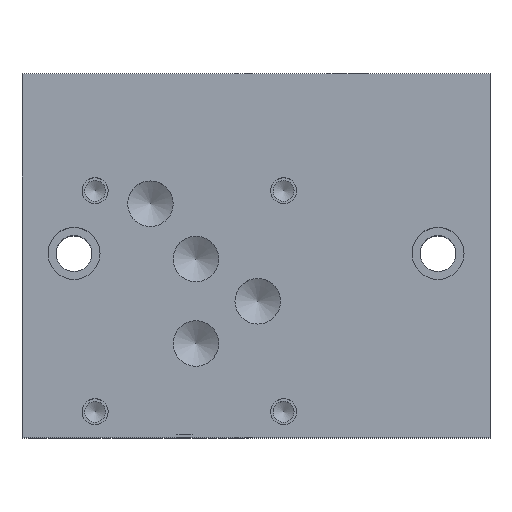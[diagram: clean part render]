
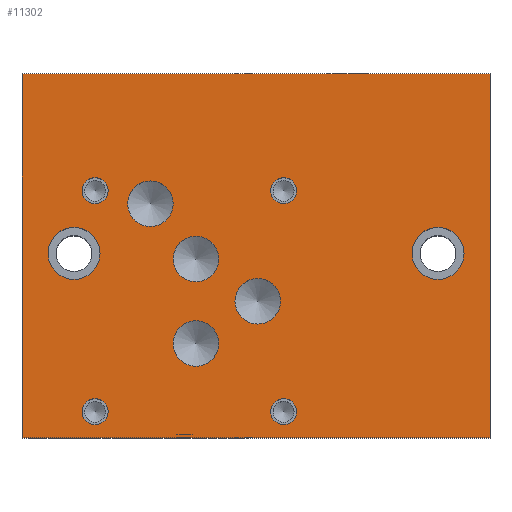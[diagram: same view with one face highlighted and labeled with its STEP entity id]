
A CAD part, top view. The second image highlights one B-rep face of the part: STEP entity #11302.
In plain terms, the highlighted planar face has unit normal (0, 0, 1).
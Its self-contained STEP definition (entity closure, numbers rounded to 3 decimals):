
#327=CIRCLE('',#11921,6.35);
#328=CIRCLE('',#11922,6.35);
#333=CIRCLE('',#11930,6.35);
#334=CIRCLE('',#11931,6.35);
#338=CIRCLE('',#11938,5.563);
#339=CIRCLE('',#11939,5.563);
#342=CIRCLE('',#11944,5.563);
#343=CIRCLE('',#11945,5.563);
#346=CIRCLE('',#11950,5.563);
#347=CIRCLE('',#11951,5.563);
#350=CIRCLE('',#11956,5.563);
#351=CIRCLE('',#11957,5.563);
#357=CIRCLE('',#11966,3.175);
#358=CIRCLE('',#11967,3.175);
#364=CIRCLE('',#11977,3.175);
#365=CIRCLE('',#11978,3.175);
#371=CIRCLE('',#11988,3.175);
#372=CIRCLE('',#11989,3.175);
#378=CIRCLE('',#11999,3.175);
#379=CIRCLE('',#12000,3.175);
#462=FACE_BOUND('',#2150,.T.);
#463=FACE_BOUND('',#2151,.T.);
#464=FACE_BOUND('',#2152,.T.);
#465=FACE_BOUND('',#2153,.T.);
#466=FACE_BOUND('',#2154,.T.);
#467=FACE_BOUND('',#2155,.T.);
#468=FACE_BOUND('',#2156,.T.);
#469=FACE_BOUND('',#2157,.T.);
#470=FACE_BOUND('',#2158,.T.);
#471=FACE_BOUND('',#2159,.T.);
#1488=FACE_OUTER_BOUND('',#2149,.T.);
#2149=EDGE_LOOP('',(#9948,#9949,#9950,#9951));
#2150=EDGE_LOOP('',(#9952,#9953));
#2151=EDGE_LOOP('',(#9954,#9955));
#2152=EDGE_LOOP('',(#9956,#9957));
#2153=EDGE_LOOP('',(#9958,#9959));
#2154=EDGE_LOOP('',(#9960,#9961));
#2155=EDGE_LOOP('',(#9962,#9963));
#2156=EDGE_LOOP('',(#9964,#9965));
#2157=EDGE_LOOP('',(#9966,#9967));
#2158=EDGE_LOOP('',(#9968,#9969));
#2159=EDGE_LOOP('',(#9970,#9971));
#2221=LINE('',#14666,#3239);
#2281=LINE('',#14949,#3299);
#2317=LINE('',#15044,#3335);
#3180=LINE('',#19563,#4198);
#3239=VECTOR('',#12106,10.);
#3299=VECTOR('',#12228,10.);
#3335=VECTOR('',#12314,10.);
#4198=VECTOR('',#14399,10.);
#4249=VERTEX_POINT('',#14663);
#4250=VERTEX_POINT('',#14665);
#4313=VERTEX_POINT('',#14946);
#4314=VERTEX_POINT('',#14948);
#5216=VERTEX_POINT('',#19394);
#5217=VERTEX_POINT('',#19395);
#5222=VERTEX_POINT('',#19411);
#5223=VERTEX_POINT('',#19412);
#5228=VERTEX_POINT('',#19428);
#5229=VERTEX_POINT('',#19429);
#5233=VERTEX_POINT('',#19441);
#5234=VERTEX_POINT('',#19442);
#5238=VERTEX_POINT('',#19454);
#5239=VERTEX_POINT('',#19455);
#5243=VERTEX_POINT('',#19467);
#5244=VERTEX_POINT('',#19468);
#5251=VERTEX_POINT('',#19487);
#5252=VERTEX_POINT('',#19488);
#5259=VERTEX_POINT('',#19509);
#5260=VERTEX_POINT('',#19510);
#5267=VERTEX_POINT('',#19531);
#5268=VERTEX_POINT('',#19532);
#5275=VERTEX_POINT('',#19553);
#5276=VERTEX_POINT('',#19554);
#5351=EDGE_CURVE('',#4250,#4249,#2221,.T.);
#5439=EDGE_CURVE('',#4314,#4313,#2281,.T.);
#5487=EDGE_CURVE('',#4313,#4250,#2317,.T.);
#6765=EDGE_CURVE('',#5216,#5217,#327,.T.);
#6766=EDGE_CURVE('',#5217,#5216,#328,.T.);
#6773=EDGE_CURVE('',#5222,#5223,#333,.T.);
#6774=EDGE_CURVE('',#5223,#5222,#334,.T.);
#6781=EDGE_CURVE('',#5228,#5229,#338,.T.);
#6782=EDGE_CURVE('',#5229,#5228,#339,.T.);
#6787=EDGE_CURVE('',#5233,#5234,#342,.T.);
#6788=EDGE_CURVE('',#5234,#5233,#343,.T.);
#6793=EDGE_CURVE('',#5238,#5239,#346,.T.);
#6794=EDGE_CURVE('',#5239,#5238,#347,.T.);
#6799=EDGE_CURVE('',#5243,#5244,#350,.T.);
#6800=EDGE_CURVE('',#5244,#5243,#351,.T.);
#6808=EDGE_CURVE('',#5251,#5252,#357,.T.);
#6809=EDGE_CURVE('',#5252,#5251,#358,.T.);
#6818=EDGE_CURVE('',#5259,#5260,#364,.T.);
#6819=EDGE_CURVE('',#5260,#5259,#365,.T.);
#6828=EDGE_CURVE('',#5267,#5268,#371,.T.);
#6829=EDGE_CURVE('',#5268,#5267,#372,.T.);
#6838=EDGE_CURVE('',#5275,#5276,#378,.T.);
#6839=EDGE_CURVE('',#5276,#5275,#379,.T.);
#6843=EDGE_CURVE('',#4249,#4314,#3180,.T.);
#9948=ORIENTED_EDGE('',*,*,#5487,.T.);
#9949=ORIENTED_EDGE('',*,*,#5351,.T.);
#9950=ORIENTED_EDGE('',*,*,#6843,.T.);
#9951=ORIENTED_EDGE('',*,*,#5439,.T.);
#9952=ORIENTED_EDGE('',*,*,#6765,.T.);
#9953=ORIENTED_EDGE('',*,*,#6766,.T.);
#9954=ORIENTED_EDGE('',*,*,#6773,.T.);
#9955=ORIENTED_EDGE('',*,*,#6774,.T.);
#9956=ORIENTED_EDGE('',*,*,#6781,.T.);
#9957=ORIENTED_EDGE('',*,*,#6782,.T.);
#9958=ORIENTED_EDGE('',*,*,#6787,.T.);
#9959=ORIENTED_EDGE('',*,*,#6788,.T.);
#9960=ORIENTED_EDGE('',*,*,#6793,.T.);
#9961=ORIENTED_EDGE('',*,*,#6794,.T.);
#9962=ORIENTED_EDGE('',*,*,#6799,.T.);
#9963=ORIENTED_EDGE('',*,*,#6800,.T.);
#9964=ORIENTED_EDGE('',*,*,#6808,.T.);
#9965=ORIENTED_EDGE('',*,*,#6809,.T.);
#9966=ORIENTED_EDGE('',*,*,#6818,.T.);
#9967=ORIENTED_EDGE('',*,*,#6819,.T.);
#9968=ORIENTED_EDGE('',*,*,#6828,.T.);
#9969=ORIENTED_EDGE('',*,*,#6829,.T.);
#9970=ORIENTED_EDGE('',*,*,#6838,.T.);
#9971=ORIENTED_EDGE('',*,*,#6839,.T.);
#10301=PLANE('',#12006);
#11302=ADVANCED_FACE('',(#1488,#462,#463,#464,#465,#466,#467,#468,#469,
#470,#471),#10301,.T.);
#11921=AXIS2_PLACEMENT_3D('',#19396,#14208,#14209);
#11922=AXIS2_PLACEMENT_3D('',#19397,#14210,#14211);
#11930=AXIS2_PLACEMENT_3D('',#19413,#14228,#14229);
#11931=AXIS2_PLACEMENT_3D('',#19414,#14230,#14231);
#11938=AXIS2_PLACEMENT_3D('',#19430,#14247,#14248);
#11939=AXIS2_PLACEMENT_3D('',#19431,#14249,#14250);
#11944=AXIS2_PLACEMENT_3D('',#19443,#14261,#14262);
#11945=AXIS2_PLACEMENT_3D('',#19444,#14263,#14264);
#11950=AXIS2_PLACEMENT_3D('',#19456,#14275,#14276);
#11951=AXIS2_PLACEMENT_3D('',#19457,#14277,#14278);
#11956=AXIS2_PLACEMENT_3D('',#19469,#14289,#14290);
#11957=AXIS2_PLACEMENT_3D('',#19470,#14291,#14292);
#11966=AXIS2_PLACEMENT_3D('',#19489,#14311,#14312);
#11967=AXIS2_PLACEMENT_3D('',#19490,#14313,#14314);
#11977=AXIS2_PLACEMENT_3D('',#19511,#14336,#14337);
#11978=AXIS2_PLACEMENT_3D('',#19512,#14338,#14339);
#11988=AXIS2_PLACEMENT_3D('',#19533,#14361,#14362);
#11989=AXIS2_PLACEMENT_3D('',#19534,#14363,#14364);
#11999=AXIS2_PLACEMENT_3D('',#19555,#14386,#14387);
#12000=AXIS2_PLACEMENT_3D('',#19556,#14388,#14389);
#12006=AXIS2_PLACEMENT_3D('',#19566,#14404,#14405);
#12106=DIRECTION('',(0.,1.,0.));
#12228=DIRECTION('',(0.,-1.,0.));
#12314=DIRECTION('',(1.,0.,0.));
#14208=DIRECTION('center_axis',(0.,0.,-1.));
#14209=DIRECTION('ref_axis',(1.,0.,0.));
#14210=DIRECTION('center_axis',(0.,0.,-1.));
#14211=DIRECTION('ref_axis',(1.,0.,0.));
#14228=DIRECTION('center_axis',(0.,0.,-1.));
#14229=DIRECTION('ref_axis',(1.,0.,0.));
#14230=DIRECTION('center_axis',(0.,0.,-1.));
#14231=DIRECTION('ref_axis',(1.,0.,0.));
#14247=DIRECTION('center_axis',(0.,0.,-1.));
#14248=DIRECTION('ref_axis',(1.,0.,0.));
#14249=DIRECTION('center_axis',(0.,0.,-1.));
#14250=DIRECTION('ref_axis',(1.,0.,0.));
#14261=DIRECTION('center_axis',(0.,0.,-1.));
#14262=DIRECTION('ref_axis',(1.,0.,0.));
#14263=DIRECTION('center_axis',(0.,0.,-1.));
#14264=DIRECTION('ref_axis',(1.,0.,0.));
#14275=DIRECTION('center_axis',(0.,0.,-1.));
#14276=DIRECTION('ref_axis',(1.,0.,0.));
#14277=DIRECTION('center_axis',(0.,0.,-1.));
#14278=DIRECTION('ref_axis',(1.,0.,0.));
#14289=DIRECTION('center_axis',(0.,0.,-1.));
#14290=DIRECTION('ref_axis',(1.,0.,0.));
#14291=DIRECTION('center_axis',(0.,0.,-1.));
#14292=DIRECTION('ref_axis',(1.,0.,0.));
#14311=DIRECTION('center_axis',(0.,0.,-1.));
#14312=DIRECTION('ref_axis',(1.,0.,0.));
#14313=DIRECTION('center_axis',(0.,0.,-1.));
#14314=DIRECTION('ref_axis',(1.,0.,0.));
#14336=DIRECTION('center_axis',(0.,0.,-1.));
#14337=DIRECTION('ref_axis',(1.,0.,0.));
#14338=DIRECTION('center_axis',(0.,0.,-1.));
#14339=DIRECTION('ref_axis',(1.,0.,0.));
#14361=DIRECTION('center_axis',(0.,0.,-1.));
#14362=DIRECTION('ref_axis',(1.,0.,0.));
#14363=DIRECTION('center_axis',(0.,0.,-1.));
#14364=DIRECTION('ref_axis',(1.,0.,0.));
#14386=DIRECTION('center_axis',(0.,0.,-1.));
#14387=DIRECTION('ref_axis',(1.,0.,0.));
#14388=DIRECTION('center_axis',(0.,0.,-1.));
#14389=DIRECTION('ref_axis',(1.,0.,0.));
#14399=DIRECTION('',(-1.,0.,0.));
#14404=DIRECTION('center_axis',(0.,0.,1.));
#14405=DIRECTION('ref_axis',(1.,0.,0.));
#14663=CARTESIAN_POINT('',(114.3,88.9,79.375));
#14665=CARTESIAN_POINT('',(114.3,0.,79.375));
#14666=CARTESIAN_POINT('',(114.3,0.,79.375));
#14946=CARTESIAN_POINT('',(0.,0.,79.375));
#14948=CARTESIAN_POINT('',(0.,88.9,79.375));
#14949=CARTESIAN_POINT('',(0.,88.9,79.375));
#15044=CARTESIAN_POINT('',(0.,0.,79.375));
#19394=CARTESIAN_POINT('',(19.05,45.009,79.375));
#19395=CARTESIAN_POINT('',(6.35,45.009,79.375));
#19396=CARTESIAN_POINT('Origin',(12.7,45.009,79.375));
#19397=CARTESIAN_POINT('Origin',(12.7,45.009,79.375));
#19411=CARTESIAN_POINT('',(107.95,45.009,79.375));
#19412=CARTESIAN_POINT('',(95.25,45.009,79.375));
#19413=CARTESIAN_POINT('Origin',(101.6,45.009,79.375));
#19414=CARTESIAN_POINT('Origin',(101.6,45.009,79.375));
#19428=CARTESIAN_POINT('',(48.044,43.642,79.375));
#19429=CARTESIAN_POINT('',(36.919,43.642,79.375));
#19430=CARTESIAN_POINT('Origin',(42.482,43.642,79.375));
#19431=CARTESIAN_POINT('Origin',(42.482,43.642,79.375));
#19441=CARTESIAN_POINT('',(63.144,33.325,79.375));
#19442=CARTESIAN_POINT('',(52.019,33.325,79.375));
#19443=CARTESIAN_POINT('Origin',(57.582,33.325,79.375));
#19444=CARTESIAN_POINT('Origin',(57.582,33.325,79.375));
#19454=CARTESIAN_POINT('',(36.932,57.15,79.375));
#19455=CARTESIAN_POINT('',(25.806,57.15,79.375));
#19456=CARTESIAN_POINT('Origin',(31.369,57.15,79.375));
#19457=CARTESIAN_POINT('Origin',(31.369,57.15,79.375));
#19467=CARTESIAN_POINT('',(48.049,23.007,79.375));
#19468=CARTESIAN_POINT('',(36.924,23.007,79.375));
#19469=CARTESIAN_POINT('Origin',(42.487,23.007,79.375));
#19470=CARTESIAN_POINT('Origin',(42.487,23.007,79.375));
#19487=CARTESIAN_POINT('',(67.081,6.363,79.375));
#19488=CARTESIAN_POINT('',(60.731,6.363,79.375));
#19489=CARTESIAN_POINT('Origin',(63.906,6.363,79.375));
#19490=CARTESIAN_POINT('Origin',(63.906,6.363,79.375));
#19509=CARTESIAN_POINT('',(21.031,60.325,79.375));
#19510=CARTESIAN_POINT('',(14.681,60.325,79.375));
#19511=CARTESIAN_POINT('Origin',(17.856,60.325,79.375));
#19512=CARTESIAN_POINT('Origin',(17.856,60.325,79.375));
#19531=CARTESIAN_POINT('',(67.081,60.325,79.375));
#19532=CARTESIAN_POINT('',(60.731,60.325,79.375));
#19533=CARTESIAN_POINT('Origin',(63.906,60.325,79.375));
#19534=CARTESIAN_POINT('Origin',(63.906,60.325,79.375));
#19553=CARTESIAN_POINT('',(21.031,6.35,79.375));
#19554=CARTESIAN_POINT('',(14.681,6.35,79.375));
#19555=CARTESIAN_POINT('Origin',(17.856,6.35,79.375));
#19556=CARTESIAN_POINT('Origin',(17.856,6.35,79.375));
#19563=CARTESIAN_POINT('',(114.3,88.9,79.375));
#19566=CARTESIAN_POINT('Origin',(57.15,44.45,79.375));
